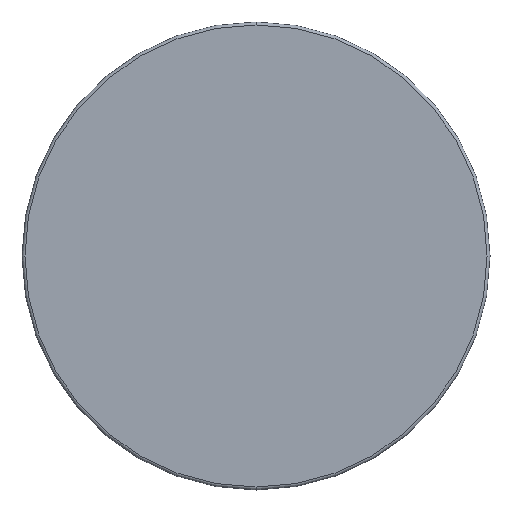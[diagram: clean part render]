
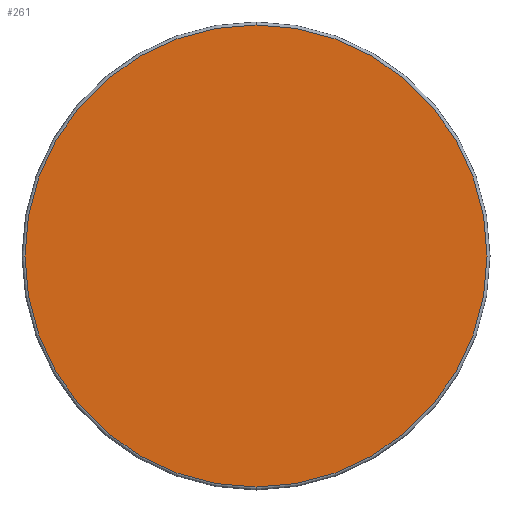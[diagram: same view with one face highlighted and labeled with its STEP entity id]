
A CAD part, front view. The second image highlights one B-rep face of the part: STEP entity #261.
In plain terms, the highlighted planar face has unit normal (0, -1, 0).
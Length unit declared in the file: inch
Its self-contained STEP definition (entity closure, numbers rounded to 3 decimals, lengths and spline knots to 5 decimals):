
#21 = PLANE ( 'NONE',  #80 ) ;
#29 = VERTEX_POINT ( 'NONE', #275 ) ;
#48 = DIRECTION ( 'NONE',  ( 0., 0., 1. ) ) ;
#55 = DIRECTION ( 'NONE',  ( 0., -1., 0. ) ) ;
#64 = AXIS2_PLACEMENT_3D ( 'NONE', #147, #298, #48 ) ;
#69 = FACE_OUTER_BOUND ( 'NONE', #172, .T. ) ;
#80 = AXIS2_PLACEMENT_3D ( 'NONE', #248, #266, #199 ) ;
#92 = CIRCLE ( 'NONE', #64, 0.3887 ) ;
#98 = EDGE_CURVE ( 'NONE', #29, #276, #144, .T. ) ;
#144 = CIRCLE ( 'NONE', #306, 0.3887 ) ;
#147 = CARTESIAN_POINT ( 'NONE',  ( 0., 0., 0. ) ) ;
#153 = DIRECTION ( 'NONE',  ( 0., 0., 1. ) ) ;
#172 = EDGE_LOOP ( 'NONE', ( #233, #176 ) ) ;
#176 = ORIENTED_EDGE ( 'NONE', *, *, #98, .T. ) ;
#199 = DIRECTION ( 'NONE',  ( 0., 0., 1. ) ) ;
#204 = CARTESIAN_POINT ( 'NONE',  ( 0., 0., 0.3887 ) ) ;
#233 = ORIENTED_EDGE ( 'NONE', *, *, #300, .T. ) ;
#248 = CARTESIAN_POINT ( 'NONE',  ( 0., 0., 0. ) ) ;
#261 = ADVANCED_FACE ( 'NONE', ( #69 ), #21, .F. ) ;
#266 = DIRECTION ( 'NONE',  ( 0., 1., 0. ) ) ;
#275 = CARTESIAN_POINT ( 'NONE',  ( 0., 0., -0.3887 ) ) ;
#276 = VERTEX_POINT ( 'NONE', #204 ) ;
#298 = DIRECTION ( 'NONE',  ( 0., -1., 0. ) ) ;
#300 = EDGE_CURVE ( 'NONE', #276, #29, #92, .T. ) ;
#305 = CARTESIAN_POINT ( 'NONE',  ( 0., 0., 0. ) ) ;
#306 = AXIS2_PLACEMENT_3D ( 'NONE', #305, #55, #153 ) ;
